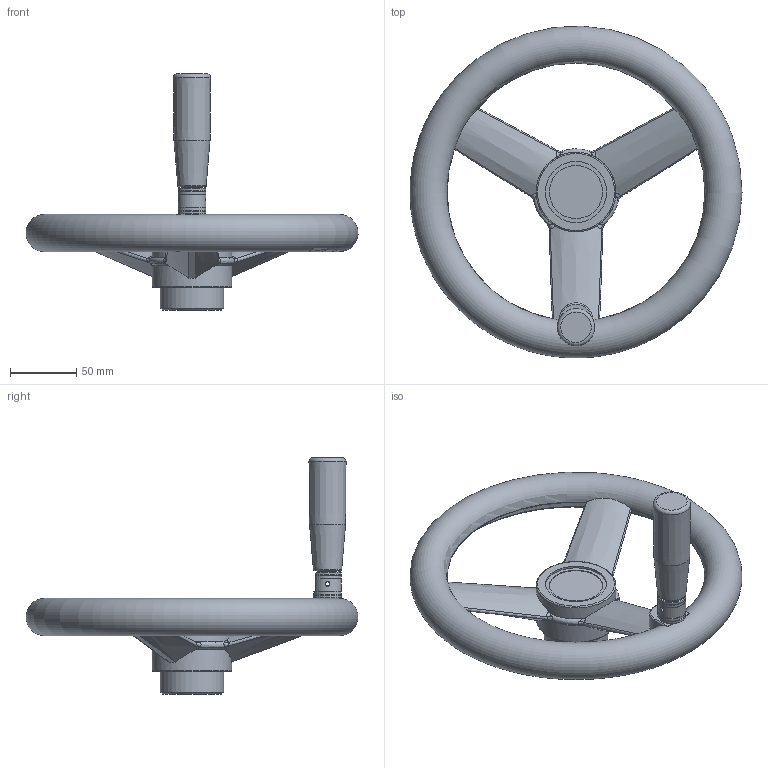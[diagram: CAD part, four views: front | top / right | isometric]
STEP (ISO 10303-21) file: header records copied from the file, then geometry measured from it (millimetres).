
FILE_DESCRIPTION( ( 'Unknown' ), '1' );
FILE_NAME( '6153025_VRA250-MR.stp', 'Unknown', ( 'Unknown' ), ( 'Unknown' ), 'PSStep 10.0', 'Unknown', ' ' );
FILE_SCHEMA( ( 'automotive_design' ) );
Length unit declared in the file: millimetre
Products named in the file (3): 6153025
Bounding box: 249.9 x 249.74 x 177.76 mm (x, y, z)
Volume: 623912.1 mm3; surface area: 113479.3 mm2
Topology: 3 solids, 4 shells, 203 faces, 522 edges, 326 vertices
Faces by surface type: plane 67, cylinder 45, bspline 41, cone 29, torus 19, sphere 2
Full cylindrical faces by diameter (mm): 2.5 x1, 3.2 x2, 3.5 x1, 4.917 x1, 5.422 x1, 6 x2, 6.686 x1, 6.95 x1, 7.03 x1, 8.17 x1, 8.3 x1, 9.3 x1, 11 x1, 11.52 x1, 11.538 x1, 12 x2, 13.076 x1, 21 x2, 40 x1, 46 x1, 48 x1, 60 x2
Entity records: 12948 total; most frequent: CARTESIAN_POINT 7080, ORIENTED_EDGE 880, DIRECTION 765, EDGE_CURVE 440, AXIS2_PLACEMENT_3D 333, VERTEX_POINT 301, EDGE_LOOP 278, FACE_OUTER_BOUND 240
